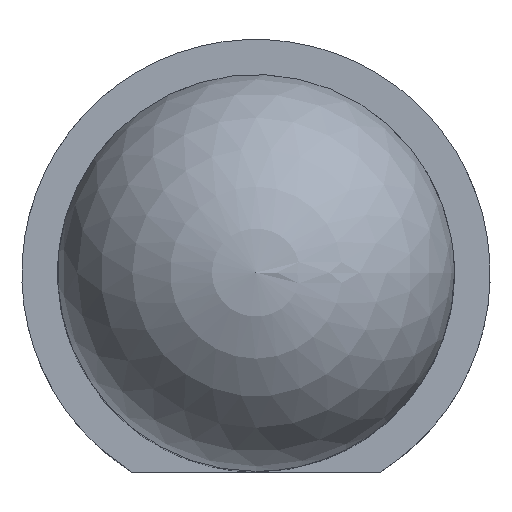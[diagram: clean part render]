
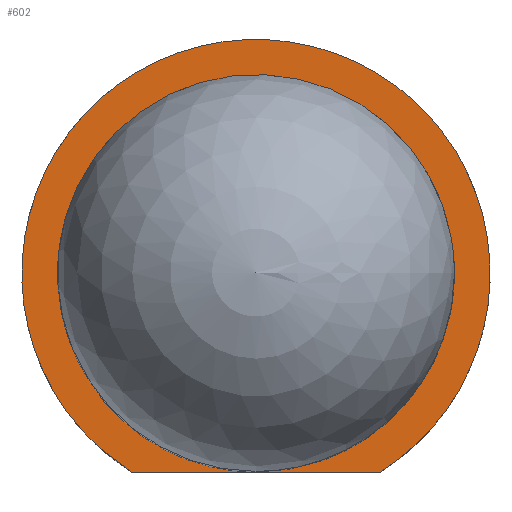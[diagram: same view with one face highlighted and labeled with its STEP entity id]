
A CAD part, top view. The second image highlights one B-rep face of the part: STEP entity #602.
In plain terms, the highlighted planar face has unit normal (0, 0, 1).
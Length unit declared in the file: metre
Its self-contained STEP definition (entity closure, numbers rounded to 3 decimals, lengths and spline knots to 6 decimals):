
#602 = ADVANCED_FACE( '', ( #1410 ), #1411, .T. );
#1410 = FACE_OUTER_BOUND( '', #2537, .T. );
#1411 = PLANE( '', #2538 );
#2537 = EDGE_LOOP( '', ( #4601, #4602, #4603 ) );
#2538 = AXIS2_PLACEMENT_3D( '', #4604, #4605, #4606 );
#4601 = ORIENTED_EDGE( '', *, *, #7478, .F. );
#4602 = ORIENTED_EDGE( '', *, *, #7191, .F. );
#4603 = ORIENTED_EDGE( '', *, *, #7479, .F. );
#4604 = CARTESIAN_POINT( '', ( 0.000001, 0.00663, 0.005673 ) );
#4605 = DIRECTION( '', ( 0., 0., 1. ) );
#4606 = DIRECTION( '', ( 1., 0., 0. ) );
#7191 = EDGE_CURVE( '', #8713, #8715, #8716, .T. );
#7478 = EDGE_CURVE( '', #8715, #9166, #9167, .T. );
#7479 = EDGE_CURVE( '', #9166, #8713, #9168, .T. );
#8713 = VERTEX_POINT( '', #11156 );
#8715 = VERTEX_POINT( '', #11161 );
#8716 = B_SPLINE_CURVE_WITH_KNOTS( '', 3, ( #11162, #11163, #11164, #11165, #11166, #11167, #11168, #11169, #11170, #11171, #11172, #11173, #11174, #11175, #11176, #11177, #11178, #11179, #11180, #11181, #11182, #11183, #11184, #11185, #11186, #11187, #11188, #11189, #11190, #11191, #11192, #11193, #11194, #11195 ), .UNSPECIFIED., .F., .F., ( 4, 2, 2, 2, 2, 2, 2, 2, 2, 2, 2, 2, 2, 2, 2, 2, 4 ), ( 0., 0.0625, 0.125, 0.1875, 0.25, 0.3125, 0.375, 0.4375, 0.5, 0.5625, 0.625, 0.6875, 0.75, 0.8125, 0.875, 0.9375, 1. ), .UNSPECIFIED. );
#9166 = VERTEX_POINT( '', #11980 );
#9167 = B_SPLINE_CURVE_WITH_KNOTS( '', 1, ( #11981, #11982 ), .UNSPECIFIED., .F., .F., ( 2, 2 ), ( 0., 1. ), .UNSPECIFIED. );
#9168 = B_SPLINE_CURVE_WITH_KNOTS( '', 1, ( #11983, #11984 ), .UNSPECIFIED., .F., .F., ( 2, 2 ), ( 0., 1. ), .UNSPECIFIED. );
#11156 = CARTESIAN_POINT( '', ( -0.001565, -0.002501, 0.005673 ) );
#11161 = CARTESIAN_POINT( '', ( 0.001567, -0.002501, 0.005673 ) );
#11162 = CARTESIAN_POINT( '', ( -0.001565, -0.002501, 0.005673 ) );
#11163 = CARTESIAN_POINT( '', ( -0.001834, -0.002333, 0.005673 ) );
#11164 = CARTESIAN_POINT( '', ( -0.002075, -0.002121, 0.005673 ) );
#11165 = CARTESIAN_POINT( '', ( -0.002479, -0.00163, 0.005673 ) );
#11166 = CARTESIAN_POINT( '', ( -0.00264, -0.001353, 0.005673 ) );
#11167 = CARTESIAN_POINT( '', ( -0.002867, -0.00076, 0.005673 ) );
#11168 = CARTESIAN_POINT( '', ( -0.002933, -0.000445, 0.005673 ) );
#11169 = CARTESIAN_POINT( '', ( -0.00296, 0.000189, 0.005673 ) );
#11170 = CARTESIAN_POINT( '', ( -0.002922, 0.000508, 0.005673 ) );
#11171 = CARTESIAN_POINT( '', ( -0.002747, 0.001118, 0.005673 ) );
#11172 = CARTESIAN_POINT( '', ( -0.002609, 0.001409, 0.005673 ) );
#11173 = CARTESIAN_POINT( '', ( -0.00225, 0.001932, 0.005673 ) );
#11174 = CARTESIAN_POINT( '', ( -0.002027, 0.002164, 0.005673 ) );
#11175 = CARTESIAN_POINT( '', ( -0.00152, 0.002546, 0.005673 ) );
#11176 = CARTESIAN_POINT( '', ( -0.001236, 0.002696, 0.005673 ) );
#11177 = CARTESIAN_POINT( '', ( -0.000634, 0.002897, 0.005673 ) );
#11178 = CARTESIAN_POINT( '', ( -0.000316, 0.002949, 0.005673 ) );
#11179 = CARTESIAN_POINT( '', ( 0.000318, 0.002949, 0.005673 ) );
#11180 = CARTESIAN_POINT( '', ( 0.000636, 0.002897, 0.005673 ) );
#11181 = CARTESIAN_POINT( '', ( 0.001238, 0.002696, 0.005673 ) );
#11182 = CARTESIAN_POINT( '', ( 0.001522, 0.002546, 0.005673 ) );
#11183 = CARTESIAN_POINT( '', ( 0.002029, 0.002164, 0.005673 ) );
#11184 = CARTESIAN_POINT( '', ( 0.002252, 0.001932, 0.005673 ) );
#11185 = CARTESIAN_POINT( '', ( 0.002611, 0.001409, 0.005673 ) );
#11186 = CARTESIAN_POINT( '', ( 0.002749, 0.001118, 0.005673 ) );
#11187 = CARTESIAN_POINT( '', ( 0.002924, 0.000508, 0.005673 ) );
#11188 = CARTESIAN_POINT( '', ( 0.002962, 0.000189, 0.005673 ) );
#11189 = CARTESIAN_POINT( '', ( 0.002935, -0.000445, 0.005673 ) );
#11190 = CARTESIAN_POINT( '', ( 0.002869, -0.00076, 0.005673 ) );
#11191 = CARTESIAN_POINT( '', ( 0.002643, -0.001353, 0.005673 ) );
#11192 = CARTESIAN_POINT( '', ( 0.002481, -0.00163, 0.005673 ) );
#11193 = CARTESIAN_POINT( '', ( 0.002078, -0.002121, 0.005673 ) );
#11194 = CARTESIAN_POINT( '', ( 0.001836, -0.002333, 0.005673 ) );
#11195 = CARTESIAN_POINT( '', ( 0.001567, -0.002501, 0.005673 ) );
#11980 = CARTESIAN_POINT( '', ( 0.000001, -0.002501, 0.005673 ) );
#11981 = CARTESIAN_POINT( '', ( 0.001567, -0.002501, 0.005673 ) );
#11982 = CARTESIAN_POINT( '', ( 0.000001, -0.002501, 0.005673 ) );
#11983 = CARTESIAN_POINT( '', ( 0.000001, -0.002501, 0.005673 ) );
#11984 = CARTESIAN_POINT( '', ( -0.001565, -0.002501, 0.005673 ) );
